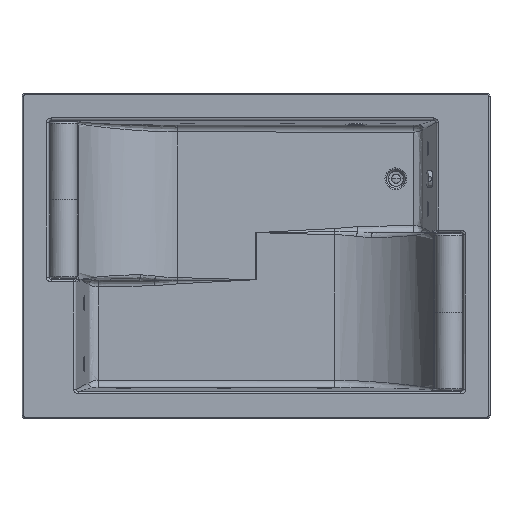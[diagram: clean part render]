
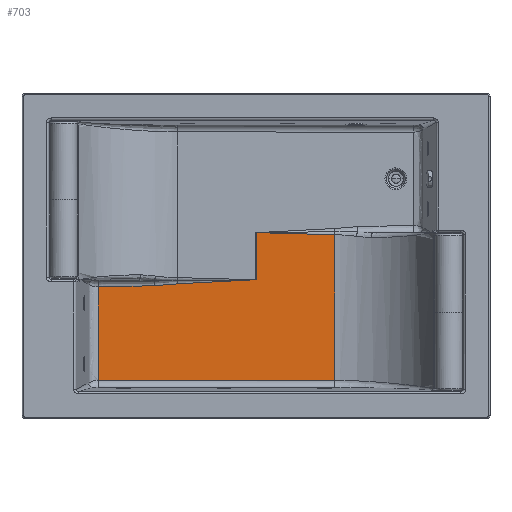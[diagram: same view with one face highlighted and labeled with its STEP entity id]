
A CAD part, top view. The second image highlights one B-rep face of the part: STEP entity #703.
In plain terms, the highlighted planar face has unit normal (-0.014, 0, 1).
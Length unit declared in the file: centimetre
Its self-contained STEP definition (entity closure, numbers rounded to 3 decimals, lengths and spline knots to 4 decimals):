
#319=B_SPLINE_CURVE_WITH_KNOTS('',1,(#18000,#18001),.UNSPECIFIED.,.F.,.F.,
(2,2),(0.,603.8666),.UNSPECIFIED.);
#368=B_SPLINE_CURVE_WITH_KNOTS('',2,(#18601,#18602,#18603,#18604,#18605,
#18606,#18607,#18608,#18609,#18610,#18611),.UNSPECIFIED.,.F.,.F.,(3,2,2,
2,2,3),(0.,0.25,0.5001,0.7501,0.8751,
1.),.UNSPECIFIED.);
#369=B_SPLINE_CURVE_WITH_KNOTS('',1,(#18612,#18613),.UNSPECIFIED.,.F.,.F.,
(2,2),(0.,195.0009),.UNSPECIFIED.);
#370=B_SPLINE_CURVE_WITH_KNOTS('',1,(#18614,#18615),.UNSPECIFIED.,.F.,.F.,
(2,2),(0.,1.),.UNSPECIFIED.);
#371=B_SPLINE_CURVE_WITH_KNOTS('',2,(#18616,#18617,#18618),
 .UNSPECIFIED.,.F.,.F.,(3,3),(0.,0.0003),.UNSPECIFIED.);
#372=B_SPLINE_CURVE_WITH_KNOTS('',2,(#18619,#18620,#18621,#18622,#18623,
#18624,#18625),.UNSPECIFIED.,.F.,.F.,(3,2,2,3),(0.,0.2498,0.4999,
1.),.UNSPECIFIED.);
#373=B_SPLINE_CURVE_WITH_KNOTS('',2,(#18626,#18627,#18628,#18629,#18630,
#18631,#18632,#18633,#18634,#18635,#18636,#18637,#18638),.UNSPECIFIED.,
 .F.,.F.,(3,2,2,2,2,2,3),(0.,0.25,0.375,0.5,0.6667,0.75,1.),
 .UNSPECIFIED.);
#374=B_SPLINE_CURVE_WITH_KNOTS('',2,(#18639,#18640,#18641,#18642,#18643,
#18644,#18645,#18646,#18647),.UNSPECIFIED.,.F.,.F.,(3,2,2,2,3),(0.,0.25,
0.5,0.75,1.),.UNSPECIFIED.);
#375=B_SPLINE_CURVE_WITH_KNOTS('',1,(#18648,#18649),.UNSPECIFIED.,.F.,.F.,
(2,2),(0.,386.8881),.UNSPECIFIED.);
#376=B_SPLINE_CURVE_WITH_KNOTS('',1,(#18650,#18651),.UNSPECIFIED.,.F.,.F.,
(2,2),(0.,978.9237),.UNSPECIFIED.);
#377=B_SPLINE_CURVE_WITH_KNOTS('',1,(#18652,#18653),.UNSPECIFIED.,.F.,.F.,
(2,2),(0.,0.2892),.UNSPECIFIED.);
#703=ADVANCED_FACE('',(#878),#3259,.T.);
#878=FACE_OUTER_BOUND('',#1134,.T.);
#1134=EDGE_LOOP('',(#1705,#1706,#1707,#1708,#1709,#1710,#1711,#1712,#1713,
#1714,#1715));
#1705=ORIENTED_EDGE('',*,*,#2501,.T.);
#1706=ORIENTED_EDGE('',*,*,#2502,.T.);
#1707=ORIENTED_EDGE('',*,*,#2503,.T.);
#1708=ORIENTED_EDGE('',*,*,#2504,.T.);
#1709=ORIENTED_EDGE('',*,*,#2505,.T.);
#1710=ORIENTED_EDGE('',*,*,#2506,.T.);
#1711=ORIENTED_EDGE('',*,*,#2507,.T.);
#1712=ORIENTED_EDGE('',*,*,#2508,.T.);
#1713=ORIENTED_EDGE('',*,*,#2509,.T.);
#1714=ORIENTED_EDGE('',*,*,#2442,.F.);
#1715=ORIENTED_EDGE('',*,*,#2510,.T.);
#2442=EDGE_CURVE('',#3064,#3065,#319,.T.);
#2501=EDGE_CURVE('',#3110,#3111,#368,.T.);
#2502=EDGE_CURVE('',#3111,#3112,#369,.T.);
#2503=EDGE_CURVE('',#3112,#3113,#370,.T.);
#2504=EDGE_CURVE('',#3113,#3114,#371,.T.);
#2505=EDGE_CURVE('',#3114,#3115,#372,.T.);
#2506=EDGE_CURVE('',#3115,#3116,#373,.T.);
#2507=EDGE_CURVE('',#3116,#3117,#374,.T.);
#2508=EDGE_CURVE('',#3117,#3118,#375,.T.);
#2509=EDGE_CURVE('',#3118,#3065,#376,.T.);
#2510=EDGE_CURVE('',#3064,#3110,#377,.T.);
#3064=VERTEX_POINT('',#17081);
#3065=VERTEX_POINT('',#17082);
#3110=VERTEX_POINT('',#17127);
#3111=VERTEX_POINT('',#17128);
#3112=VERTEX_POINT('',#17129);
#3113=VERTEX_POINT('',#17130);
#3114=VERTEX_POINT('',#17131);
#3115=VERTEX_POINT('',#17132);
#3116=VERTEX_POINT('',#17133);
#3117=VERTEX_POINT('',#17134);
#3118=VERTEX_POINT('',#17135);
#3259=PLANE('',#3419);
#3419=AXIS2_PLACEMENT_3D('',#11817,#3450,$);
#3450=DIRECTION('',(-0.014,0.,1.));
#11817=CARTESIAN_POINT('',(33.5112,-7.2615,23.0967));
#17081=CARTESIAN_POINT('',(28.6171,-11.1865,23.027));
#17082=CARTESIAN_POINT('',(28.6171,-71.5731,23.027));
#17127=CARTESIAN_POINT('',(28.5881,-11.1863,23.0266));
#17128=CARTESIAN_POINT('',(-3.9342,-10.3239,22.5635));
#17129=CARTESIAN_POINT('',(-3.9285,-29.824,22.5637));
#17130=CARTESIAN_POINT('',(-3.9399,-29.824,22.5635));
#17131=CARTESIAN_POINT('',(-3.9512,-29.8241,22.5635));
#17132=CARTESIAN_POINT('',(-36.4515,-31.5412,22.1006));
#17133=CARTESIAN_POINT('',(-46.0668,-32.3237,21.9638));
#17134=CARTESIAN_POINT('',(-69.2654,-32.824,21.6335));
#17135=CARTESIAN_POINT('',(-69.2654,-71.5128,21.6335));
#18000=CARTESIAN_POINT('',(28.6171,-11.1865,23.027));
#18001=CARTESIAN_POINT('',(28.6171,-71.5731,23.027));
#18601=CARTESIAN_POINT('',(28.5881,-11.1863,23.0266));
#18602=CARTESIAN_POINT('',(24.77,-11.1615,22.9722));
#18603=CARTESIAN_POINT('',(20.4561,-11.0738,22.9108));
#18604=CARTESIAN_POINT('',(16.7812,-10.999,22.8585));
#18605=CARTESIAN_POINT('',(12.3241,-10.8691,22.7951));
#18606=CARTESIAN_POINT('',(8.7411,-10.7647,22.744));
#18607=CARTESIAN_POINT('',(4.1921,-10.6098,22.6793));
#18608=CARTESIAN_POINT('',(2.3865,-10.5482,22.6536));
#18609=CARTESIAN_POINT('',(0.1261,-10.4685,22.6214));
#18610=CARTESIAN_POINT('',(-1.2501,-10.42,22.6018));
#18611=CARTESIAN_POINT('',(-3.9342,-10.3239,22.5635));
#18612=CARTESIAN_POINT('',(-3.9342,-10.3239,22.5635));
#18613=CARTESIAN_POINT('',(-3.9285,-29.824,22.5637));
#18614=CARTESIAN_POINT('',(-3.9285,-29.824,22.5637));
#18615=CARTESIAN_POINT('',(-3.9399,-29.824,22.5635));
#18616=CARTESIAN_POINT('',(-3.9399,-29.824,22.5635));
#18617=CARTESIAN_POINT('',(-3.9455,-29.8243,22.5634));
#18618=CARTESIAN_POINT('',(-3.9512,-29.8241,22.5635));
#18619=CARTESIAN_POINT('',(-3.9512,-29.8241,22.5635));
#18620=CARTESIAN_POINT('',(-9.5844,-30.139,22.4831));
#18621=CARTESIAN_POINT('',(-12.0678,-30.2763,22.4478));
#18622=CARTESIAN_POINT('',(-16.6056,-30.5273,22.3832));
#18623=CARTESIAN_POINT('',(-20.1957,-30.7197,22.3321));
#18624=CARTESIAN_POINT('',(-29.2484,-31.205,22.2032));
#18625=CARTESIAN_POINT('',(-36.4515,-31.5412,22.1006));
#18626=CARTESIAN_POINT('',(-36.4515,-31.5412,22.1006));
#18627=CARTESIAN_POINT('',(-37.5122,-31.5908,22.0855));
#18628=CARTESIAN_POINT('',(-38.8553,-31.7124,22.0664));
#18629=CARTESIAN_POINT('',(-39.3761,-31.7596,22.059));
#18630=CARTESIAN_POINT('',(-40.0572,-31.826,22.0493));
#18631=CARTESIAN_POINT('',(-40.2577,-31.8456,22.0465));
#18632=CARTESIAN_POINT('',(-41.2591,-31.9446,22.0322));
#18633=CARTESIAN_POINT('',(-42.2614,-32.0437,22.0179));
#18634=CARTESIAN_POINT('',(-42.8617,-32.0986,22.0094));
#18635=CARTESIAN_POINT('',(-43.2859,-32.1374,22.0033));
#18636=CARTESIAN_POINT('',(-43.6629,-32.1688,21.998));
#18637=CARTESIAN_POINT('',(-45.0077,-32.2811,21.9788));
#18638=CARTESIAN_POINT('',(-46.0668,-32.3237,21.9638));
#18639=CARTESIAN_POINT('',(-46.0668,-32.3237,21.9638));
#18640=CARTESIAN_POINT('',(-49.0289,-32.4429,21.9216));
#18641=CARTESIAN_POINT('',(-51.8664,-32.5331,21.8812));
#18642=CARTESIAN_POINT('',(-54.8213,-32.6271,21.8391));
#18643=CARTESIAN_POINT('',(-57.6661,-32.6905,21.7986));
#18644=CARTESIAN_POINT('',(-60.6153,-32.7563,21.7566));
#18645=CARTESIAN_POINT('',(-63.4657,-32.7896,21.716));
#18646=CARTESIAN_POINT('',(-66.4104,-32.824,21.6741));
#18647=CARTESIAN_POINT('',(-69.2654,-32.824,21.6335));
#18648=CARTESIAN_POINT('',(-69.2654,-32.824,21.6335));
#18649=CARTESIAN_POINT('',(-69.2654,-71.5128,21.6335));
#18650=CARTESIAN_POINT('',(-69.2654,-71.5128,21.6335));
#18651=CARTESIAN_POINT('',(28.6171,-71.5731,23.027));
#18652=CARTESIAN_POINT('',(28.6171,-11.1865,23.027));
#18653=CARTESIAN_POINT('',(28.5881,-11.1863,23.0266));
